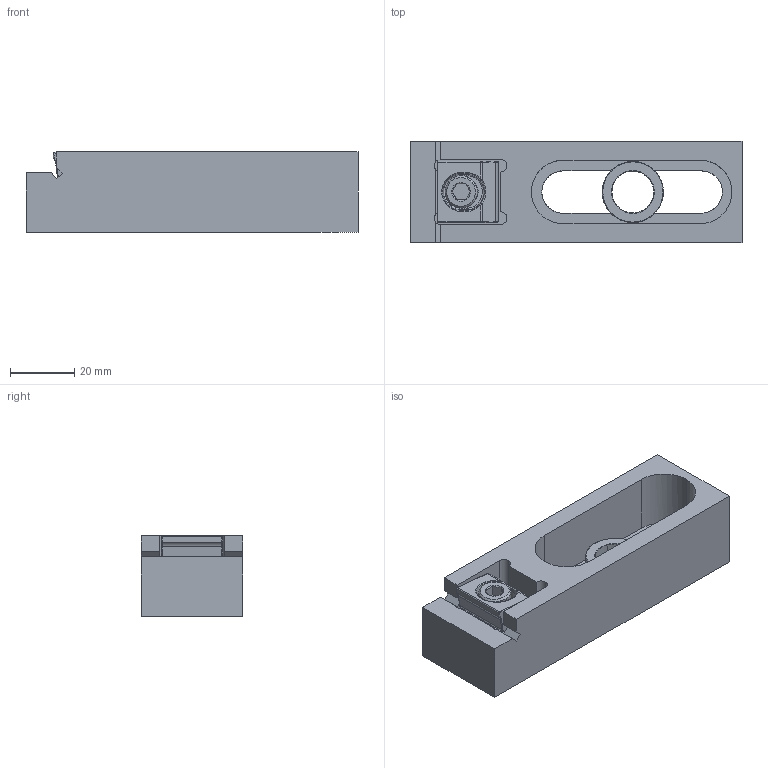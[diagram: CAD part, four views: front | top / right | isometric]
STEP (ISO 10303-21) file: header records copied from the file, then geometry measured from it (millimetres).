
FILE_DESCRIPTION (( 'STEP AP214' ), '1' );
FILE_NAME ('56245.STEP', '2017-10-06T19:37:04', ( 'Mike W' ), ( '' ), 'SwSTEP 2.0', 'SolidWorks 2017', '' );
FILE_SCHEMA (( 'AUTOMOTIVE_DESIGN' ));
Length unit declared in the file: inch
Products named in the file (7): 562401_562401; 56245; 108 O-RING_108 O-RING; 20014_20014 ; 260601_260601; 56060_56060; M616MM SHCS_M616MM SHCS 
Assembly tree (6 placements, depth 3):
  56245
    56060_56060
      260601_260601
      M616MM SHCS_M616MM SHCS 
      108 O-RING_108 O-RING
    562401_562401
    20014_20014 
Bounding box: 103.63 x 31.75 x 25.15 mm (x, y, z)
Volume: 53541.6 mm3; surface area: 19520.9 mm2
Topology: 5 solids, 5 shells, 246 faces, 616 edges, 379 vertices
Faces by surface type: cylinder 115, plane 53, bspline 27, cone 26, torus 20, sphere 5
Entity records: 11704 total; most frequent: CARTESIAN_POINT 5866, ORIENTED_EDGE 1224, DIRECTION 1034, EDGE_CURVE 612, AXIS2_PLACEMENT_3D 399, VERTEX_POINT 377, EDGE_LOOP 257, FACE_OUTER_BOUND 246
